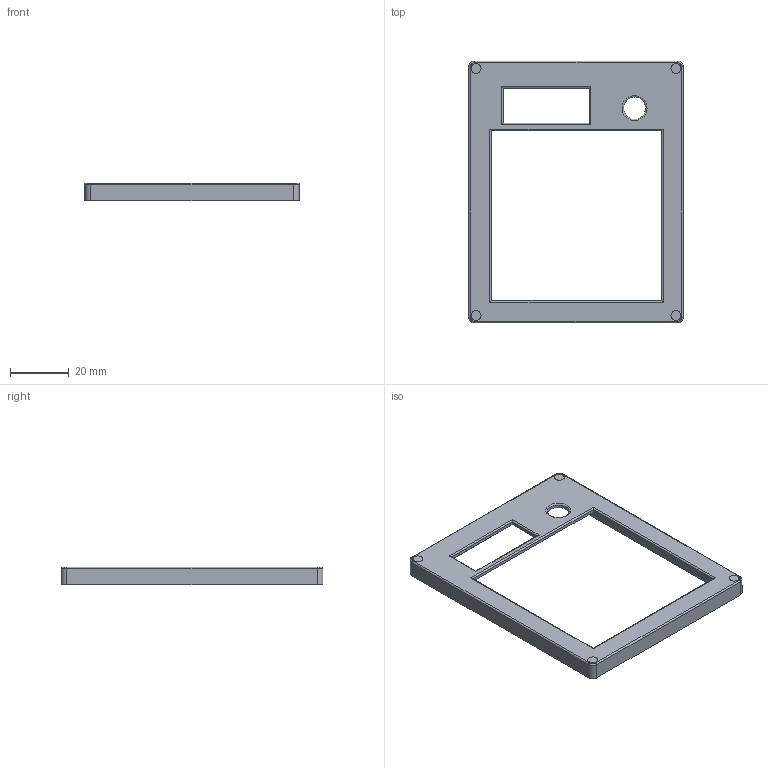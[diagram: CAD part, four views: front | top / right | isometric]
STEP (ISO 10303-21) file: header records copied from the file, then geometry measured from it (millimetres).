
FILE_DESCRIPTION(/* description */ (''),/* implementation_level */ '2;1');
FILE_NAME(/* name */ 'MacroboardTopLayer.step',/* time_stamp */ '2026-01-06T19:42:52+01:00',/* author */ (''),/* organization */ (''),/* preprocessor_version */ 'ST-DEVELOPER v20.1',/* originating_system */ 'Autodesk Translation Framework v14.21.0.0',/* authorisation */ '');
FILE_SCHEMA (('AUTOMOTIVE_DESIGN { 1 0 10303 214 3 1 1 }'));
Length unit declared in the file: millimetre
Products named in the file (2): 2026-01-04-23-38-27-419; 2026-01-05-00-43-45-300
Assembly tree (1 placements, depth 2):
  2026-01-04-23-38-27-419
    2026-01-05-00-43-45-300
Bounding box: 73.24 x 89.43 x 6 mm (x, y, z)
Volume: 10869.1 mm3; surface area: 9512.2 mm2
Topology: 5 solids, 5 shells, 57 faces, 122 edges, 76 vertices
Faces by surface type: plane 27, cylinder 25, torus 5
Full cylindrical faces by diameter (mm): 3.4 x8, 7.5 x1
Entity records: 1616 total; most frequent: DIRECTION 291, CARTESIAN_POINT 258, ORIENTED_EDGE 244, EDGE_CURVE 122, AXIS2_PLACEMENT_3D 109, VERTEX_POINT 76, LINE 73, VECTOR 73
